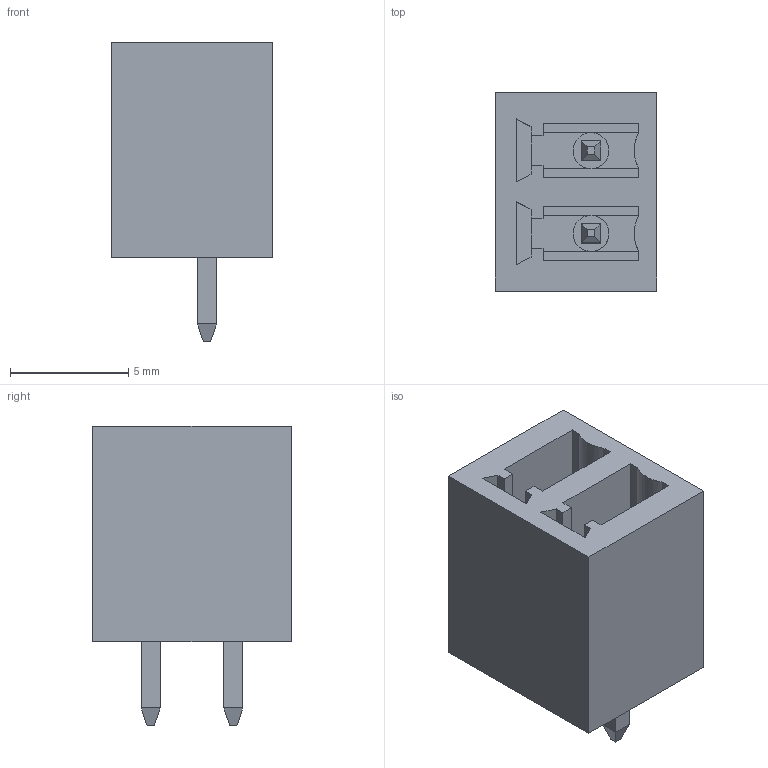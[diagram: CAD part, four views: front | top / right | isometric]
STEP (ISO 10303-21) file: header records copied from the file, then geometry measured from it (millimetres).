
FILE_DESCRIPTION(/* description */ (''),/* implementation_level */ '2;1');
FILE_NAME(/* name */ 'VERTIC~2',/* time_stamp */ '2023-05-26T01:43:39+03:00',/* author */ (''),/* organization */ (''),/* preprocessor_version */ 'ST-DEVELOPER v16.5',/* originating_system */ '',/* authorisation */ '');
FILE_SCHEMA (('AUTOMOTIVE_DESIGN'));
Length unit declared in the file: millimetre
Products named in the file (1): Document
Bounding box: 6.86 x 8.41 x 12.7 mm (x, y, z)
Volume: 368.2 mm3; surface area: 763.6 mm2
Topology: 5 solids, 6 shells, 107 faces, 258 edges, 170 vertices
Faces by surface type: plane 101, bspline 6
Entity records: 2849 total; most frequent: CARTESIAN_POINT 939, ORIENTED_EDGE 508, EDGE_CURVE 256, B_SPLINE_CURVE_WITH_KNOTS 244, VERTEX_POINT 168, EDGE_LOOP 115, DIRECTION 109, ADVANCED_FACE 107
